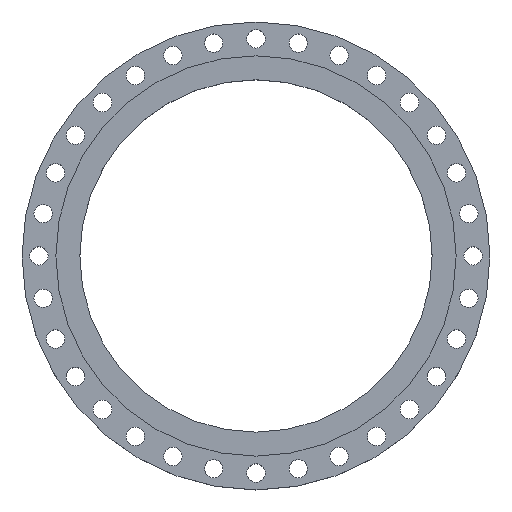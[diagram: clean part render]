
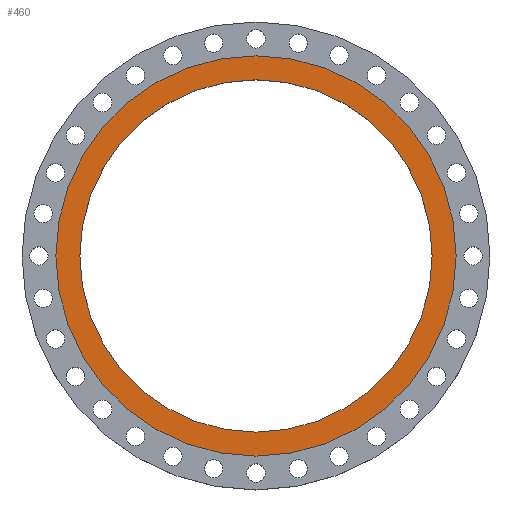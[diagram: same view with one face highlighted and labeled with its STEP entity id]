
A CAD part, top view. The second image highlights one B-rep face of the part: STEP entity #460.
In plain terms, the highlighted planar face has unit normal (0, 0, 1).
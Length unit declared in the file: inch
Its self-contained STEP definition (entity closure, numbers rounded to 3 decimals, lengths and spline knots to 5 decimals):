
#24 = CARTESIAN_POINT ( 'NONE',  ( -17.75, 0., 0. ) ) ;
#80 = VERTEX_POINT ( 'NONE', #2644 ) ;
#141 = EDGE_CURVE ( 'NONE', #1979, #80, #1627, .T. ) ;
#214 = CARTESIAN_POINT ( 'NONE',  ( 0., 0., 0. ) ) ;
#221 = VERTEX_POINT ( 'NONE', #24 ) ;
#305 = AXIS2_PLACEMENT_3D ( 'NONE', #586, #1503, #697 ) ;
#460 = ADVANCED_FACE ( 'NONE', ( #558, #2330 ), #2535, .F. ) ;
#498 = ORIENTED_EDGE ( 'NONE', *, *, #2339, .F. ) ;
#533 = CARTESIAN_POINT ( 'NONE',  ( 0., 15.625, 0. ) ) ;
#558 = FACE_BOUND ( 'NONE', #1513, .T. ) ;
#569 = DIRECTION ( 'NONE',  ( 0., 0., -1. ) ) ;
#586 = CARTESIAN_POINT ( 'NONE',  ( 0., 0., 0. ) ) ;
#614 = DIRECTION ( 'NONE',  ( 0., 0., 1. ) ) ;
#697 = DIRECTION ( 'NONE',  ( 1., 0., 0. ) ) ;
#969 = DIRECTION ( 'NONE',  ( 1., 0., 0. ) ) ;
#991 = CIRCLE ( 'NONE', #1865, 17.75 ) ;
#1004 = ORIENTED_EDGE ( 'NONE', *, *, #141, .F. ) ;
#1086 = AXIS2_PLACEMENT_3D ( 'NONE', #214, #1516, #1547 ) ;
#1317 = CIRCLE ( 'NONE', #305, 15.625 ) ;
#1332 = ORIENTED_EDGE ( 'NONE', *, *, #1791, .T. ) ;
#1401 = AXIS2_PLACEMENT_3D ( 'NONE', #1690, #614, #2179 ) ;
#1503 = DIRECTION ( 'NONE',  ( 0., 0., 1. ) ) ;
#1513 = EDGE_LOOP ( 'NONE', ( #1004, #498 ) ) ;
#1516 = DIRECTION ( 'NONE',  ( 0., 0., 1. ) ) ;
#1544 = EDGE_CURVE ( 'NONE', #2361, #221, #991, .T. ) ;
#1547 = DIRECTION ( 'NONE',  ( 1., 0., 0. ) ) ;
#1627 = CIRCLE ( 'NONE', #1401, 15.625 ) ;
#1690 = CARTESIAN_POINT ( 'NONE',  ( 0., 0., 0. ) ) ;
#1698 = DIRECTION ( 'NONE',  ( -1., 0., 0. ) ) ;
#1791 = EDGE_CURVE ( 'NONE', #221, #2361, #2289, .T. ) ;
#1865 = AXIS2_PLACEMENT_3D ( 'NONE', #2513, #2338, #969 ) ;
#1866 = AXIS2_PLACEMENT_3D ( 'NONE', #533, #569, #1698 ) ;
#1979 = VERTEX_POINT ( 'NONE', #2519 ) ;
#2179 = DIRECTION ( 'NONE',  ( 1., 0., 0. ) ) ;
#2285 = CARTESIAN_POINT ( 'NONE',  ( 17.75, 0., 0. ) ) ;
#2289 = CIRCLE ( 'NONE', #1086, 17.75 ) ;
#2330 = FACE_OUTER_BOUND ( 'NONE', #2578, .T. ) ;
#2338 = DIRECTION ( 'NONE',  ( 0., 0., 1. ) ) ;
#2339 = EDGE_CURVE ( 'NONE', #80, #1979, #1317, .T. ) ;
#2361 = VERTEX_POINT ( 'NONE', #2285 ) ;
#2513 = CARTESIAN_POINT ( 'NONE',  ( 0., 0., 0. ) ) ;
#2519 = CARTESIAN_POINT ( 'NONE',  ( 15.625, 0., 0. ) ) ;
#2535 = PLANE ( 'NONE',  #1866 ) ;
#2578 = EDGE_LOOP ( 'NONE', ( #2794, #1332 ) ) ;
#2644 = CARTESIAN_POINT ( 'NONE',  ( -15.625, 0., 0. ) ) ;
#2794 = ORIENTED_EDGE ( 'NONE', *, *, #1544, .T. ) ;
